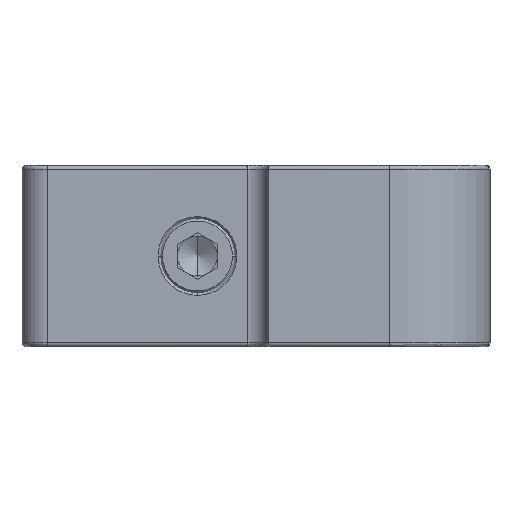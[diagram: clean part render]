
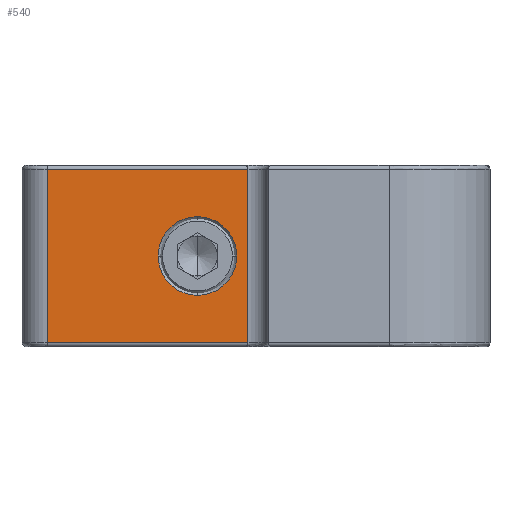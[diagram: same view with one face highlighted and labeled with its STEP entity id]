
A CAD part, left-side view. The second image highlights one B-rep face of the part: STEP entity #540.
In plain terms, the highlighted planar face has unit normal (-1, 0, 0).
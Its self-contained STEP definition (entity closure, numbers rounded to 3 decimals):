
#540 = ADVANCED_FACE ( 'NONE', ( #16103, #1184 ), #14467, .F. ) ;
#747 = CARTESIAN_POINT ( 'NONE',  ( -20.892, 13.061, 4.5 ) ) ;
#827 = VECTOR ( 'NONE', #1226, 1000. ) ;
#856 = CARTESIAN_POINT ( 'NONE',  ( -20.892, 13.061, 4.3 ) ) ;
#1184 = FACE_OUTER_BOUND ( 'NONE', #13244, .T. ) ;
#1226 = DIRECTION ( 'NONE',  ( 0., 1., 0. ) ) ;
#2061 = CARTESIAN_POINT ( 'NONE',  ( -20.892, 13.061, -4.3 ) ) ;
#2660 = AXIS2_PLACEMENT_3D ( 'NONE', #8752, #7104, #12130 ) ;
#3023 = DIRECTION ( 'NONE',  ( 0., 1., 0. ) ) ;
#3498 = LINE ( 'NONE', #856, #12543 ) ;
#4039 = AXIS2_PLACEMENT_3D ( 'NONE', #747, #21106, #3023 ) ;
#4328 = LINE ( 'NONE', #17006, #9135 ) ;
#4413 = DIRECTION ( 'NONE',  ( -1., 0., 0. ) ) ;
#5874 = CARTESIAN_POINT ( 'NONE',  ( -20.892, 3.113, -4.3 ) ) ;
#6141 = EDGE_CURVE ( 'NONE', #15479, #20625, #4328, .T. ) ;
#6971 = ORIENTED_EDGE ( 'NONE', *, *, #6141, .F. ) ;
#7104 = DIRECTION ( 'NONE',  ( -1., 0., 0. ) ) ;
#7108 = CARTESIAN_POINT ( 'NONE',  ( -20.892, 3.113, 4.3 ) ) ;
#7512 = LINE ( 'NONE', #18722, #18941 ) ;
#7711 = DIRECTION ( 'NONE',  ( 0., 0., 1. ) ) ;
#7954 = ORIENTED_EDGE ( 'NONE', *, *, #8018, .T. ) ;
#8018 = EDGE_CURVE ( 'NONE', #18065, #20351, #7512, .T. ) ;
#8752 = CARTESIAN_POINT ( 'NONE',  ( -20.892, 5.613, 0. ) ) ;
#9135 = VECTOR ( 'NONE', #7711, 1000. ) ;
#9187 = CIRCLE ( 'NONE', #20673, 1.95 ) ;
#9395 = CARTESIAN_POINT ( 'NONE',  ( -20.892, 13.061, -4.3 ) ) ;
#10069 = CARTESIAN_POINT ( 'NONE',  ( -20.892, 7.563, 0. ) ) ;
#10363 = ORIENTED_EDGE ( 'NONE', *, *, #10580, .F. ) ;
#10580 = EDGE_CURVE ( 'NONE', #20625, #20351, #3498, .T. ) ;
#10961 = CARTESIAN_POINT ( 'NONE',  ( -20.892, 5.613, 0. ) ) ;
#11994 = DIRECTION ( 'NONE',  ( 0., -1., 0. ) ) ;
#12130 = DIRECTION ( 'NONE',  ( 0., -1., 0. ) ) ;
#12543 = VECTOR ( 'NONE', #11994, 1000. ) ;
#13244 = EDGE_LOOP ( 'NONE', ( #18871, #7954, #10363, #6971 ) ) ;
#13395 = DIRECTION ( 'NONE',  ( 0., 0., 1. ) ) ;
#13560 = VERTEX_POINT ( 'NONE', #19244 ) ;
#13782 = CIRCLE ( 'NONE', #2660, 1.95 ) ;
#14467 = PLANE ( 'NONE',  #4039 ) ;
#14625 = CARTESIAN_POINT ( 'NONE',  ( -20.892, 13.061, 4.3 ) ) ;
#14636 = ORIENTED_EDGE ( 'NONE', *, *, #16616, .F. ) ;
#15479 = VERTEX_POINT ( 'NONE', #2061 ) ;
#16103 = FACE_BOUND ( 'NONE', #18257, .T. ) ;
#16137 = EDGE_CURVE ( 'NONE', #18065, #15479, #16143, .T. ) ;
#16143 = LINE ( 'NONE', #9395, #827 ) ;
#16616 = EDGE_CURVE ( 'NONE', #18660, #13560, #9187, .T. ) ;
#17006 = CARTESIAN_POINT ( 'NONE',  ( -20.892, 13.061, 4.5 ) ) ;
#18036 = DIRECTION ( 'NONE',  ( 0., -1., 0. ) ) ;
#18065 = VERTEX_POINT ( 'NONE', #5874 ) ;
#18257 = EDGE_LOOP ( 'NONE', ( #20521, #14636 ) ) ;
#18660 = VERTEX_POINT ( 'NONE', #10069 ) ;
#18722 = CARTESIAN_POINT ( 'NONE',  ( -20.892, 3.113, 4.5 ) ) ;
#18871 = ORIENTED_EDGE ( 'NONE', *, *, #16137, .F. ) ;
#18941 = VECTOR ( 'NONE', #13395, 1000. ) ;
#19244 = CARTESIAN_POINT ( 'NONE',  ( -20.892, 3.663, 0. ) ) ;
#19682 = EDGE_CURVE ( 'NONE', #13560, #18660, #13782, .T. ) ;
#20351 = VERTEX_POINT ( 'NONE', #7108 ) ;
#20521 = ORIENTED_EDGE ( 'NONE', *, *, #19682, .F. ) ;
#20625 = VERTEX_POINT ( 'NONE', #14625 ) ;
#20673 = AXIS2_PLACEMENT_3D ( 'NONE', #10961, #4413, #18036 ) ;
#21106 = DIRECTION ( 'NONE',  ( 1., 0., 0. ) ) ;
